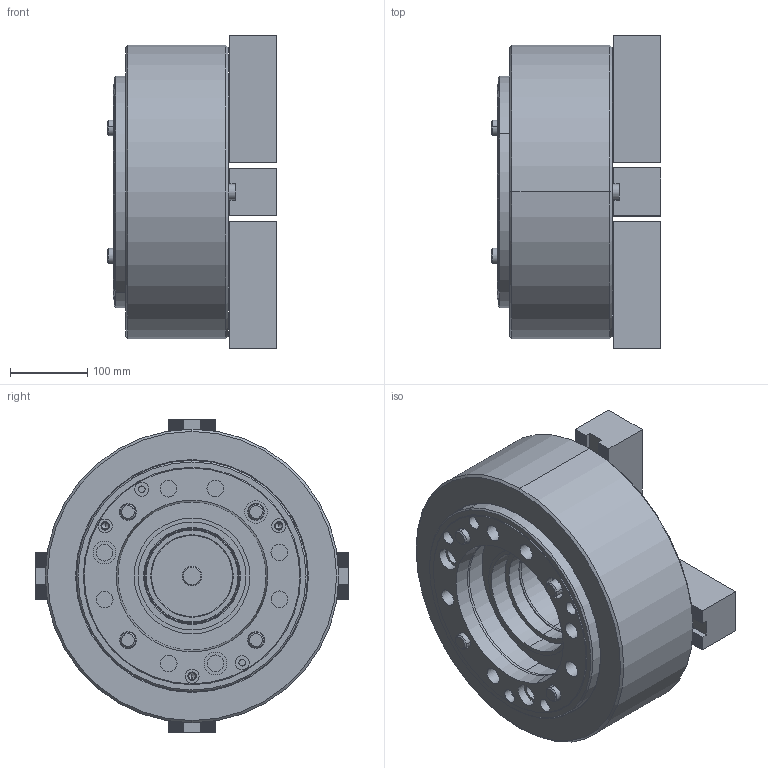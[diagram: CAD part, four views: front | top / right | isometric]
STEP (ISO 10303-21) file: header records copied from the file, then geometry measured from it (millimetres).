
FILE_DESCRIPTION (( 'STEP AP203' ), '1' );
FILE_NAME ('CF-4H-15A11.STEP', '2019-12-26T03:19:52', ( 'temp' ), ( '' ), 'SwSTEP 2.0', 'SolidWorks 2016', '' );
FILE_SCHEMA (( 'CONFIG_CONTROL_DESIGN' ));
Length unit declared in the file: metre
Products named in the file (10): CF-4H-15-05000; 半圓頭六角孔螺栓_M6x12; SJ-15H; 圓頭內六角螺栓_M20x55; 圓頭內六角螺栓_M20x130; 3H-15-10000-A11法蘭板; CF-4H-15-01000; CF-4H-15A11; CF-4H-15-02000; CF-4H-15-08000
Assembly tree (25 placements, depth 2):
  CF-4H-15A11
    CF-4H-15-01000
    CF-4H-15-02000
    CF-4H-15-08000
    CF-4H-15-05000
    半圓頭六角孔螺栓_M6x12  x4
    SJ-15H  x4
    圓頭內六角螺栓_M20x55  x8
    圓頭內六角螺栓_M20x130  x4
    3H-15-10000-A11法蘭板
Bounding box: 220.25 x 405.56 x 405.56 mm (x, y, z)
Volume: 15080416.7 mm3; surface area: 1167504.4 mm2
Topology: 25 solids, 25 shells, 4321 faces, 12362 edges, 8146 vertices
Faces by surface type: plane 2997, cylinder 1152, cone 158, torus 14
Entity records: 41702 total; most frequent: CARTESIAN_POINT 8449, ORIENTED_EDGE 7016, DIRECTION 6154, EDGE_CURVE 3508, LINE 2578, VECTOR 2578, VERTEX_POINT 2307, AXIS2_PLACEMENT_3D 1788
